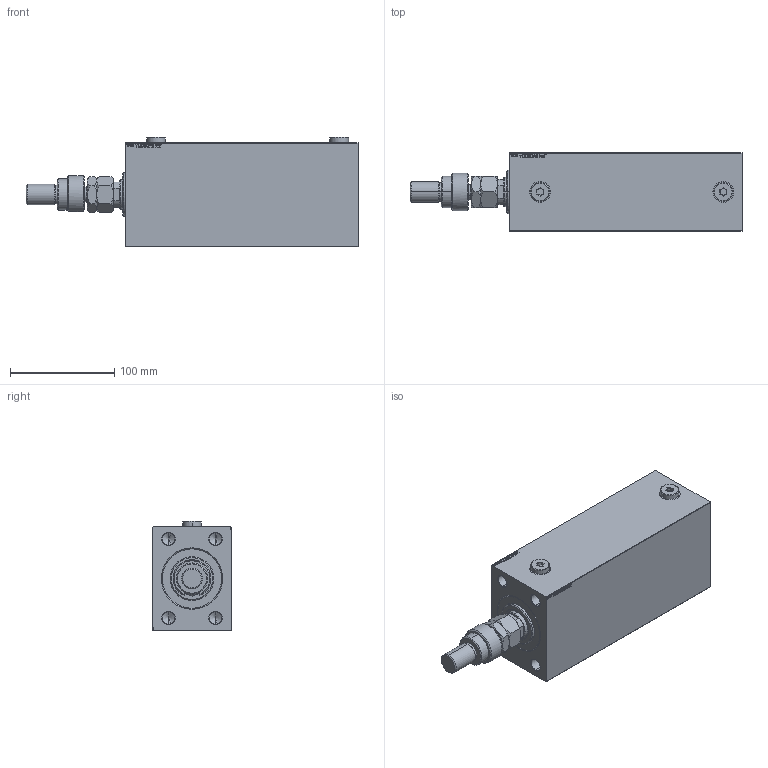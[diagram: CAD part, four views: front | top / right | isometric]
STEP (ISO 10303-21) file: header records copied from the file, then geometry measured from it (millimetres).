
FILE_DESCRIPTION (( 'STEP AP203' ), '1' );
FILE_NAME ('fac5.STEP', '2024-02-12T23:54:36', ( '' ), ( '' ), 'SwSTEP 2.0', 'SolidWorks 2019', '' );
FILE_SCHEMA (( 'CONFIG_CONTROL_DESIGN' ));
Length unit declared in the file: millimetre
Products named in the file (8): V450CM_VC_B a134ee10f78cfa81e9ba017d168b9663; fac5; MFA a134ee10f78cfa81e9ba017d168b9663; V450CM_B_Body a134ee10f78cfa81e9ba017d168b9663; V450CM_B_VCP a134ee10f78cfa81e9ba017d168b9663; DFA a134ee10f78cfa81e9ba017d168b9663; Zatka_OIL_PORT a134ee10f78cfa81e9ba017d168b9663; FEMALE_PART_FOR_DFA a134ee10f78cfa81e9ba017d168b9663
Assembly tree (8 placements, depth 3):
  fac5
    V450CM_B_Body a134ee10f78cfa81e9ba017d168b9663
    V450CM_B_VCP a134ee10f78cfa81e9ba017d168b9663
    V450CM_VC_B a134ee10f78cfa81e9ba017d168b9663
    DFA a134ee10f78cfa81e9ba017d168b9663
      FEMALE_PART_FOR_DFA a134ee10f78cfa81e9ba017d168b9663
      MFA a134ee10f78cfa81e9ba017d168b9663
    Zatka_OIL_PORT a134ee10f78cfa81e9ba017d168b9663  x2
Bounding box: 319 x 75 x 104.9 mm (x, y, z)
Volume: 1495569.7 mm3; surface area: 185199.7 mm2
Topology: 7 solids, 7 shells, 1023 faces, 2562 edges, 1657 vertices
Faces by surface type: plane 464, bspline 380, cone 90, cylinder 85, torus 4
Entity records: 48554 total; most frequent: CARTESIAN_POINT 26271, ORIENTED_EDGE 5008, DIRECTION 3182, EDGE_CURVE 2504, VERTEX_POINT 1633, VECTOR 1438, LINE 1438, EDGE_LOOP 1135
